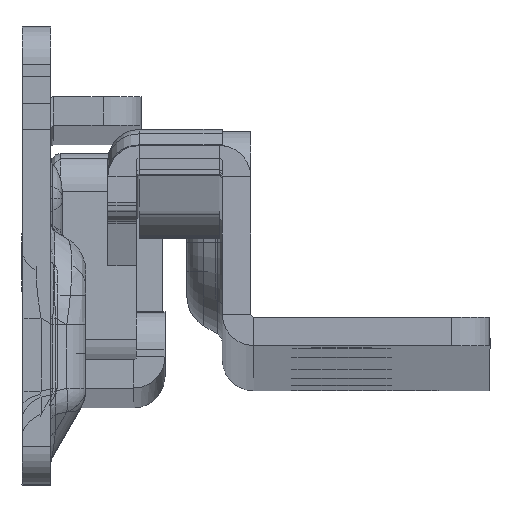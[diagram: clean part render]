
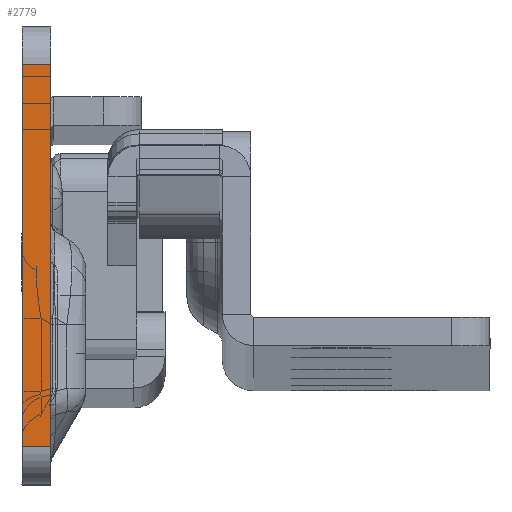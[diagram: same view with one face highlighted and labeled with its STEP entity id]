
A CAD part, top view. The second image highlights one B-rep face of the part: STEP entity #2779.
In plain terms, the highlighted planar face has unit normal (0, 0, 1).
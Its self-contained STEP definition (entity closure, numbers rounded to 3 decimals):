
#140 = DIRECTION ( 'NONE',  ( 0., -1., 0. ) ) ;
#916 = LINE ( 'NONE', #5099, #4950 ) ;
#1029 = EDGE_CURVE ( 'NONE', #16094, #14262, #2590, .T. ) ;
#1297 = LINE ( 'NONE', #12506, #2056 ) ;
#1869 = PLANE ( 'NONE',  #16678 ) ;
#2056 = VECTOR ( 'NONE', #2910, 1000. ) ;
#2590 = LINE ( 'NONE', #14814, #15118 ) ;
#2779 = ADVANCED_FACE ( 'NONE', ( #7565 ), #1869, .T. ) ;
#2910 = DIRECTION ( 'NONE',  ( 0., -1., 0. ) ) ;
#4276 = ORIENTED_EDGE ( 'NONE', *, *, #14829, .T. ) ;
#4950 = VECTOR ( 'NONE', #5189, 1000. ) ;
#5099 = CARTESIAN_POINT ( 'NONE',  ( -142.194, -21.7, 0. ) ) ;
#5189 = DIRECTION ( 'NONE',  ( 1., 0., 0. ) ) ;
#5920 = ORIENTED_EDGE ( 'NONE', *, *, #1029, .F. ) ;
#6107 = LINE ( 'NONE', #14323, #10987 ) ;
#7292 = CARTESIAN_POINT ( 'NONE',  ( -3., -29.094, 0. ) ) ;
#7565 = FACE_OUTER_BOUND ( 'NONE', #10304, .T. ) ;
#8888 = DIRECTION ( 'NONE',  ( 1., 0., 0. ) ) ;
#10304 = EDGE_LOOP ( 'NONE', ( #5920, #13524, #4276, #10554 ) ) ;
#10554 = ORIENTED_EDGE ( 'NONE', *, *, #14087, .T. ) ;
#10987 = VECTOR ( 'NONE', #8888, 1000. ) ;
#11067 = CARTESIAN_POINT ( 'NONE',  ( -3., -21.7, 0. ) ) ;
#12506 = CARTESIAN_POINT ( 'NONE',  ( -3., -29.094, 0. ) ) ;
#12734 = DIRECTION ( 'NONE',  ( 1., 0., 0. ) ) ;
#13524 = ORIENTED_EDGE ( 'NONE', *, *, #14545, .F. ) ;
#14087 = EDGE_CURVE ( 'NONE', #16707, #14262, #916, .T. ) ;
#14262 = VERTEX_POINT ( 'NONE', #17010 ) ;
#14281 = CARTESIAN_POINT ( 'NONE',  ( 0., 18.3, 0. ) ) ;
#14323 = CARTESIAN_POINT ( 'NONE',  ( -3., 18.3, 0. ) ) ;
#14545 = EDGE_CURVE ( 'NONE', #15006, #16094, #6107, .T. ) ;
#14814 = CARTESIAN_POINT ( 'NONE',  ( 0., -29.094, 0. ) ) ;
#14829 = EDGE_CURVE ( 'NONE', #15006, #16707, #1297, .T. ) ;
#15006 = VERTEX_POINT ( 'NONE', #16562 ) ;
#15118 = VECTOR ( 'NONE', #140, 1000. ) ;
#15628 = DIRECTION ( 'NONE',  ( 0., 0., 1. ) ) ;
#16094 = VERTEX_POINT ( 'NONE', #14281 ) ;
#16562 = CARTESIAN_POINT ( 'NONE',  ( -3., 18.3, 0. ) ) ;
#16678 = AXIS2_PLACEMENT_3D ( 'NONE', #7292, #15628, #12734 ) ;
#16707 = VERTEX_POINT ( 'NONE', #11067 ) ;
#17010 = CARTESIAN_POINT ( 'NONE',  ( 0., -21.7, 0. ) ) ;
